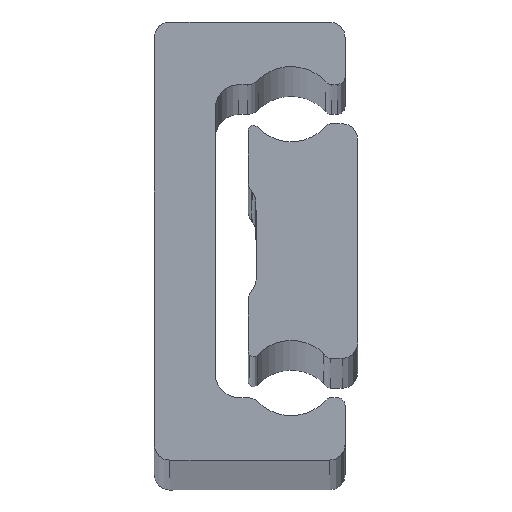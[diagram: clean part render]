
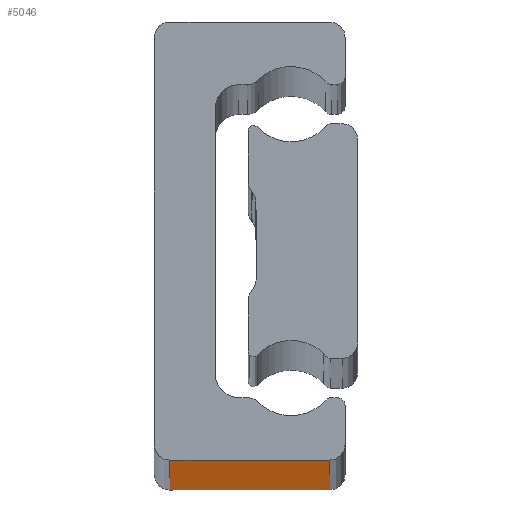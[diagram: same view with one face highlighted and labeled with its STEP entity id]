
A CAD part, top view. The second image highlights one B-rep face of the part: STEP entity #5046.
In plain terms, the highlighted planar face has unit normal (0, -1, 0).
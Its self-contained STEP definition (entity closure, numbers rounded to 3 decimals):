
#114 = DIRECTION ( 'NONE',  ( 1., 0., 0. ) ) ;
#266 = ORIENTED_EDGE ( 'NONE', *, *, #2470, .T. ) ;
#331 = VECTOR ( 'NONE', #4381, 1000. ) ;
#391 = VERTEX_POINT ( 'NONE', #3051 ) ;
#530 = DIRECTION ( 'NONE',  ( 1., 0., 0. ) ) ;
#770 = LINE ( 'NONE', #3867, #331 ) ;
#865 = EDGE_CURVE ( 'NONE', #2110, #391, #770, .T. ) ;
#930 = VERTEX_POINT ( 'NONE', #3242 ) ;
#972 = LINE ( 'NONE', #4088, #3511 ) ;
#1143 = DIRECTION ( 'NONE',  ( 0., -1., 0. ) ) ;
#1200 = DIRECTION ( 'NONE',  ( 0., 0., 1. ) ) ;
#1405 = EDGE_CURVE ( 'NONE', #930, #4208, #4706, .T. ) ;
#1571 = FACE_OUTER_BOUND ( 'NONE', #1612, .T. ) ;
#1612 = EDGE_LOOP ( 'NONE', ( #3776, #2984, #266, #3560 ) ) ;
#2041 = DIRECTION ( 'NONE',  ( 1., 0., 0. ) ) ;
#2110 = VERTEX_POINT ( 'NONE', #2829 ) ;
#2113 = AXIS2_PLACEMENT_3D ( 'NONE', #5084, #1143, #2041 ) ;
#2470 = EDGE_CURVE ( 'NONE', #930, #2110, #972, .T. ) ;
#2692 = CARTESIAN_POINT ( 'NONE',  ( 1., -14., 0. ) ) ;
#2829 = CARTESIAN_POINT ( 'NONE',  ( 11.2, -14., -1090. ) ) ;
#2984 = ORIENTED_EDGE ( 'NONE', *, *, #1405, .F. ) ;
#3051 = CARTESIAN_POINT ( 'NONE',  ( 11.2, -14., 0. ) ) ;
#3242 = CARTESIAN_POINT ( 'NONE',  ( 1., -14., -1090. ) ) ;
#3339 = PLANE ( 'NONE',  #2113 ) ;
#3511 = VECTOR ( 'NONE', #530, 1000. ) ;
#3560 = ORIENTED_EDGE ( 'NONE', *, *, #865, .T. ) ;
#3627 = LINE ( 'NONE', #5430, #4413 ) ;
#3776 = ORIENTED_EDGE ( 'NONE', *, *, #5405, .F. ) ;
#3867 = CARTESIAN_POINT ( 'NONE',  ( 11.2, -14., -1090. ) ) ;
#4088 = CARTESIAN_POINT ( 'NONE',  ( 1., -14., -1090. ) ) ;
#4129 = VECTOR ( 'NONE', #1200, 1000. ) ;
#4208 = VERTEX_POINT ( 'NONE', #2692 ) ;
#4381 = DIRECTION ( 'NONE',  ( 0., 0., 1. ) ) ;
#4413 = VECTOR ( 'NONE', #114, 1000. ) ;
#4706 = LINE ( 'NONE', #5503, #4129 ) ;
#5046 = ADVANCED_FACE ( 'NONE', ( #1571 ), #3339, .T. ) ;
#5084 = CARTESIAN_POINT ( 'NONE',  ( 1., -14., -1090. ) ) ;
#5405 = EDGE_CURVE ( 'NONE', #4208, #391, #3627, .T. ) ;
#5430 = CARTESIAN_POINT ( 'NONE',  ( 1., -14., 0. ) ) ;
#5503 = CARTESIAN_POINT ( 'NONE',  ( 1., -14., -1090. ) ) ;
